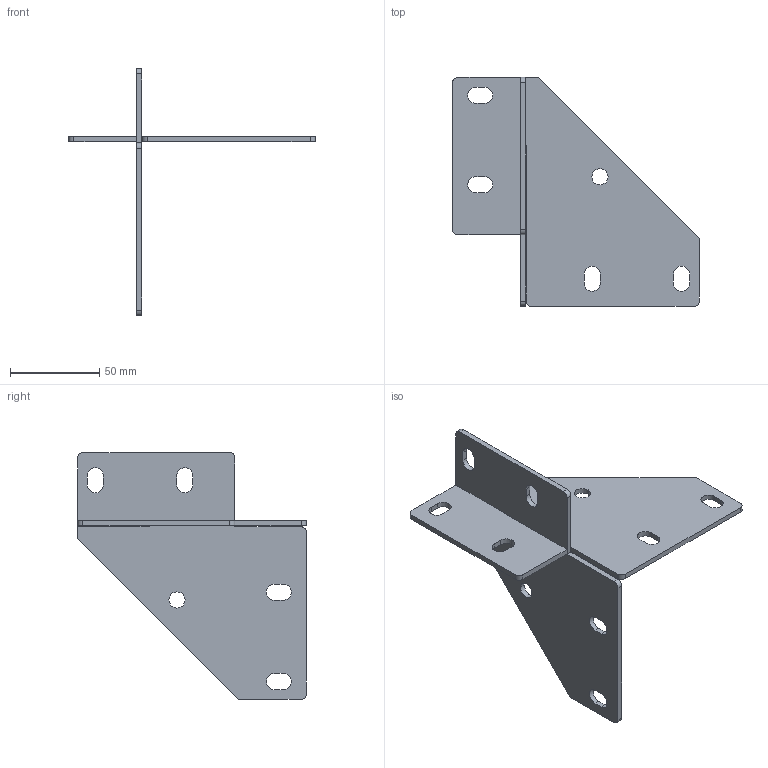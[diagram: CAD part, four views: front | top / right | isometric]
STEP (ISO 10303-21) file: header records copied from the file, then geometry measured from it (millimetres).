
FILE_DESCRIPTION(('Creo Elements/Direct Modeling STEP Export'),'2;1');
FILE_NAME('44.0202_Knoteneckelement-MMS-44_3mm-schwarz.stp','2022-03-21T 8:58:32',(''),(''),'PTC Creo Elements/Direct Modeling STEP processor for AP214 (Solid Model)','PTC Creo Elements/Direct Modeling 19.0C 15-Aug-2015 (C) Parametric Technology GmbH','');
FILE_SCHEMA(('AUTOMOTIVE_DESIGN { 1 0 10303 214 1 1 1 1 }'));
Length unit declared in the file: millimetre
Products named in the file (3): Seitenblech_Laserschneideteil-3mm_004-11824-12-2_PX173498; Seitenblech_Laserschneideteil-3mm_004-11824-12-1_PX173497; Knoteneckelement-MMS-44_3mm-schwarz_44.0202_PX173499
Assembly tree (2 placements, depth 2):
  Knoteneckelement-MMS-44_3mm-schwarz_44.0202_PX173499
    Seitenblech_Laserschneideteil-3mm_004-11824-12-1_PX173497
    Seitenblech_Laserschneideteil-3mm_004-11824-12-2_PX173498
Bounding box: 138 x 128 x 138 mm (x, y, z)
Volume: 67873.1 mm3; surface area: 49721.8 mm2
Topology: 2 solids, 2 shells, 68 faces, 192 edges, 128 vertices
Faces by surface type: plane 40, cylinder 28
Entity records: 2307 total; most frequent: CARTESIAN_POINT 387, ORIENTED_EDGE 384, DIRECTION 382, EDGE_CURVE 192, VECTOR 136, LINE 136, VERTEX_POINT 128, AXIS2_PLACEMENT_3D 123
